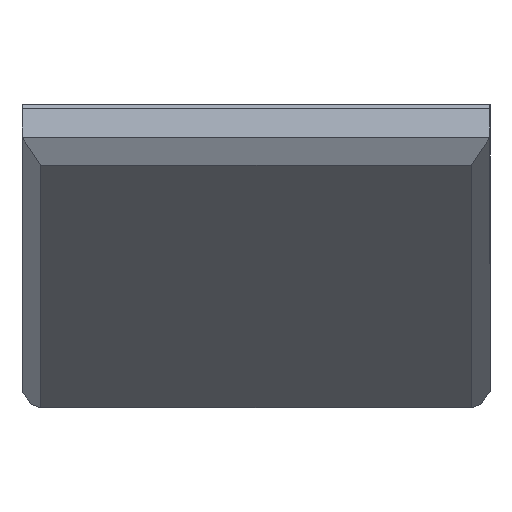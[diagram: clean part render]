
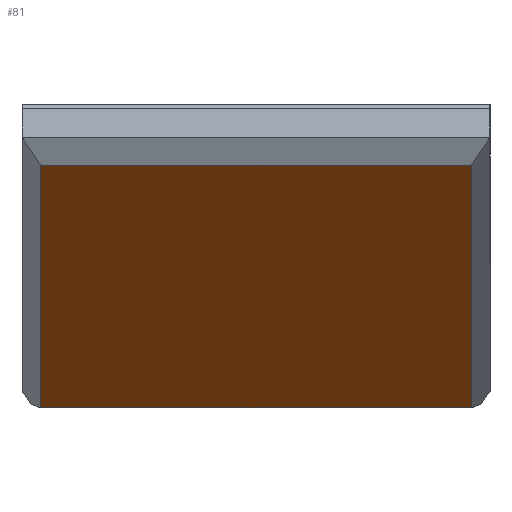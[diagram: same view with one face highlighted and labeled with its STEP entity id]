
A CAD part, left-side view. The second image highlights one B-rep face of the part: STEP entity #81.
In plain terms, the highlighted planar face has unit normal (-0.5, 0, -0.866).
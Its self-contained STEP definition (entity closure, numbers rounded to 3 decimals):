
#81 = ADVANCED_FACE( '', ( #138 ), #139, .F. );
#138 = FACE_OUTER_BOUND( '', #238, .T. );
#139 = PLANE( '', #239 );
#238 = EDGE_LOOP( '', ( #446, #447, #448, #449 ) );
#239 = AXIS2_PLACEMENT_3D( '', #450, #451, #452 );
#446 = ORIENTED_EDGE( '', *, *, #856, .T. );
#447 = ORIENTED_EDGE( '', *, *, #806, .T. );
#448 = ORIENTED_EDGE( '', *, *, #859, .T. );
#449 = ORIENTED_EDGE( '', *, *, #860, .T. );
#450 = CARTESIAN_POINT( '', ( 0., -12.5, 0. ) );
#451 = DIRECTION( '', ( 0.5, 0., 0.866 ) );
#452 = DIRECTION( '', ( 0.866, 0., -0.5 ) );
#806 = EDGE_CURVE( '', #993, #990, #994, .T. );
#856 = EDGE_CURVE( '', #1088, #993, #1089, .T. );
#859 = EDGE_CURVE( '', #990, #1093, #1094, .T. );
#860 = EDGE_CURVE( '', #1093, #1088, #1095, .T. );
#990 = VERTEX_POINT( '', #1252 );
#993 = VERTEX_POINT( '', #1256 );
#994 = LINE( '', #1257, #1258 );
#1088 = VERTEX_POINT( '', #1382 );
#1089 = LINE( '', #1383, #1384 );
#1093 = VERTEX_POINT( '', #1390 );
#1094 = LINE( '', #1391, #1392 );
#1095 = LINE( '', #1393, #1394 );
#1252 = CARTESIAN_POINT( '', ( -0.866, -11.5, 0.5 ) );
#1256 = CARTESIAN_POINT( '', ( -0.866, 11.5, 0.5 ) );
#1257 = CARTESIAN_POINT( '', ( -0.866, -12.5, 0.5 ) );
#1258 = VECTOR( '', #1574, 1000. );
#1382 = CARTESIAN_POINT( '', ( -23.293, 11.5, 13.448 ) );
#1383 = CARTESIAN_POINT( '', ( 0., 11.5, 0. ) );
#1384 = VECTOR( '', #1662, 1000. );
#1390 = CARTESIAN_POINT( '', ( -23.293, -11.5, 13.448 ) );
#1391 = CARTESIAN_POINT( '', ( 0., -11.5, 0. ) );
#1392 = VECTOR( '', #1665, 1000. );
#1393 = CARTESIAN_POINT( '', ( -23.293, 12.5, 13.448 ) );
#1394 = VECTOR( '', #1666, 1000. );
#1574 = DIRECTION( '', ( 0., -1., 0. ) );
#1662 = DIRECTION( '', ( 0.866, 0., -0.5 ) );
#1665 = DIRECTION( '', ( -0.866, 0., 0.5 ) );
#1666 = DIRECTION( '', ( 0., 1., 0. ) );
